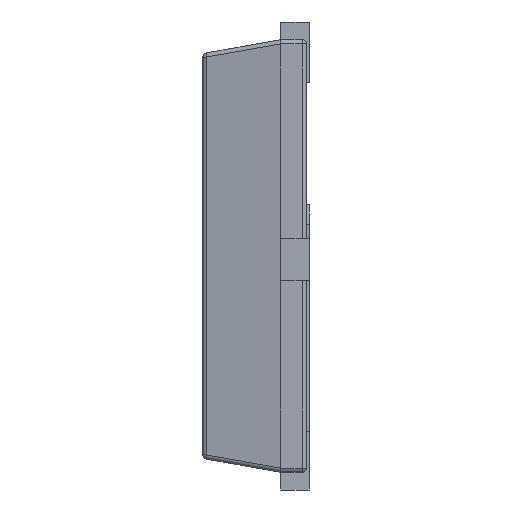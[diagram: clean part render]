
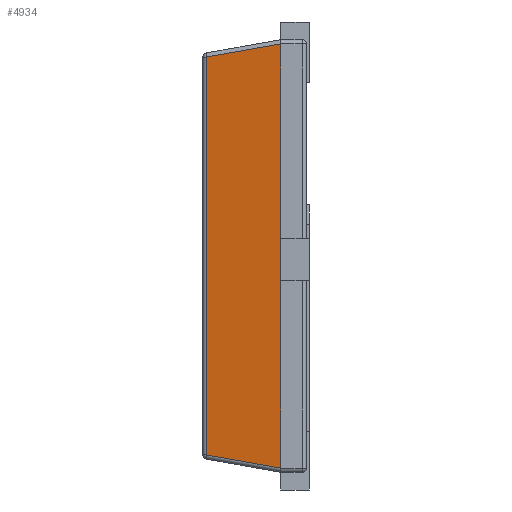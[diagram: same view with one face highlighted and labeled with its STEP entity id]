
A CAD part, left-side view. The second image highlights one B-rep face of the part: STEP entity #4934.
In plain terms, the highlighted planar face has unit normal (-0.985, 0.174, 0).
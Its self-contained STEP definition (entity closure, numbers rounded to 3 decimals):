
#70 = VECTOR ( 'NONE', #2153, 1000. ) ;
#137 = CARTESIAN_POINT ( 'NONE',  ( -1.525, 0.2, -1.495 ) ) ;
#141 = LINE ( 'NONE', #744, #3554 ) ;
#160 = EDGE_CURVE ( 'NONE', #3731, #4567, #3151, .T. ) ;
#241 = CARTESIAN_POINT ( 'NONE',  ( -1.525, 0.2, 0.126 ) ) ;
#255 = DIRECTION ( 'NONE',  ( 0., 0., -1. ) ) ;
#436 =( BOUNDED_CURVE ( )  B_SPLINE_CURVE ( 3, ( #1339, #3561, #4857, #5260 ),
 .UNSPECIFIED., .F., .F. ) 
 B_SPLINE_CURVE_WITH_KNOTS ( ( 4, 4 ),
 ( 0., 0.015 ),
 .UNSPECIFIED. ) 
 CURVE ( )  GEOMETRIC_REPRESENTATION_ITEM ( )  RATIONAL_B_SPLINE_CURVE ( ( 1., 1., 1., 1. ) ) 
 REPRESENTATION_ITEM ( '' )  );
#656 = CARTESIAN_POINT ( 'NONE',  ( -1.525, 0.2, -0.176 ) ) ;
#672 = CARTESIAN_POINT ( 'NONE',  ( -1.428, 0.75, 0. ) ) ;
#744 = CARTESIAN_POINT ( 'NONE',  ( -1.432, 0.725, 0. ) ) ;
#814 = ORIENTED_EDGE ( 'NONE', *, *, #2928, .T. ) ;
#981 = EDGE_CURVE ( 'NONE', #1555, #5569, #141, .T. ) ;
#1000 = EDGE_CURVE ( 'NONE', #1875, #3460, #1500, .T. ) ;
#1016 = EDGE_CURVE ( 'NONE', #1875, #5708, #436, .T. ) ;
#1033 = ORIENTED_EDGE ( 'NONE', *, *, #981, .T. ) ;
#1036 = ORIENTED_EDGE ( 'NONE', *, *, #160, .T. ) ;
#1093 =( BOUNDED_CURVE ( )  B_SPLINE_CURVE ( 3, ( #137, #1933, #3287, #5425 ),
 .UNSPECIFIED., .F., .F. ) 
 B_SPLINE_CURVE_WITH_KNOTS ( ( 4, 4 ),
 ( 6.268, 6.283 ),
 .UNSPECIFIED. ) 
 CURVE ( )  GEOMETRIC_REPRESENTATION_ITEM ( )  RATIONAL_B_SPLINE_CURVE ( ( 1., 1., 1., 1. ) ) 
 REPRESENTATION_ITEM ( '' )  );
#1313 = VECTOR ( 'NONE', #1919, 1000. ) ;
#1339 = CARTESIAN_POINT ( 'NONE',  ( -1.525, 0.2, 1.495 ) ) ;
#1364 = DIRECTION ( 'NONE',  ( -0.174, -0.985, 0. ) ) ;
#1367 = ORIENTED_EDGE ( 'NONE', *, *, #1895, .T. ) ;
#1368 = CARTESIAN_POINT ( 'NONE',  ( -1.525, 0.201, -0.176 ) ) ;
#1500 = LINE ( 'NONE', #2106, #4041 ) ;
#1555 = VERTEX_POINT ( 'NONE', #3145 ) ;
#1692 = DIRECTION ( 'NONE',  ( 0., 0., -1. ) ) ;
#1773 = LINE ( 'NONE', #4638, #4172 ) ;
#1830 = FACE_OUTER_BOUND ( 'NONE', #5601, .T. ) ;
#1875 = VERTEX_POINT ( 'NONE', #2914 ) ;
#1895 = EDGE_CURVE ( 'NONE', #5569, #3943, #1773, .T. ) ;
#1919 = DIRECTION ( 'NONE',  ( 0., 0., -1. ) ) ;
#1933 = CARTESIAN_POINT ( 'NONE',  ( -1.525, 0.2, -1.495 ) ) ;
#2001 = LINE ( 'NONE', #5721, #4920 ) ;
#2028 = ORIENTED_EDGE ( 'NONE', *, *, #2257, .F. ) ;
#2106 = CARTESIAN_POINT ( 'NONE',  ( -1.525, 0.2, -1.525 ) ) ;
#2153 = DIRECTION ( 'NONE',  ( 0., 0., 1. ) ) ;
#2226 = VERTEX_POINT ( 'NONE', #656 ) ;
#2257 = EDGE_CURVE ( 'NONE', #2226, #5247, #2784, .T. ) ;
#2489 = AXIS2_PLACEMENT_3D ( 'NONE', #672, #5079, #255 ) ;
#2531 = DIRECTION ( 'NONE',  ( -0.171, -0.97, -0.171 ) ) ;
#2642 = EDGE_CURVE ( 'NONE', #5708, #1555, #2001, .T. ) ;
#2654 = ORIENTED_EDGE ( 'NONE', *, *, #2642, .T. ) ;
#2784 = LINE ( 'NONE', #3709, #1313 ) ;
#2914 = CARTESIAN_POINT ( 'NONE',  ( -1.525, 0.2, 1.495 ) ) ;
#2928 = EDGE_CURVE ( 'NONE', #3943, #5247, #1093, .T. ) ;
#3058 = VECTOR ( 'NONE', #1364, 1000. ) ;
#3145 = CARTESIAN_POINT ( 'NONE',  ( -1.432, 0.725, 1.403 ) ) ;
#3151 = LINE ( 'NONE', #5186, #70 ) ;
#3287 = CARTESIAN_POINT ( 'NONE',  ( -1.525, 0.2, -1.495 ) ) ;
#3361 = DIRECTION ( 'NONE',  ( -0.174, -0.985, 0. ) ) ;
#3409 = ORIENTED_EDGE ( 'NONE', *, *, #5287, .T. ) ;
#3441 = DIRECTION ( 'NONE',  ( 0., 0., -1. ) ) ;
#3460 = VERTEX_POINT ( 'NONE', #241 ) ;
#3554 = VECTOR ( 'NONE', #3441, 1000. ) ;
#3561 = CARTESIAN_POINT ( 'NONE',  ( -1.525, 0.2, 1.495 ) ) ;
#3709 = CARTESIAN_POINT ( 'NONE',  ( -1.525, 0.2, -1.525 ) ) ;
#3731 = VERTEX_POINT ( 'NONE', #1368 ) ;
#3747 = PLANE ( 'NONE',  #2489 ) ;
#3888 = ORIENTED_EDGE ( 'NONE', *, *, #4386, .F. ) ;
#3940 = DIRECTION ( 'NONE',  ( 0.171, 0.97, -0.171 ) ) ;
#3943 = VERTEX_POINT ( 'NONE', #4097 ) ;
#4031 = ORIENTED_EDGE ( 'NONE', *, *, #1016, .T. ) ;
#4041 = VECTOR ( 'NONE', #1692, 1000. ) ;
#4097 = CARTESIAN_POINT ( 'NONE',  ( -1.525, 0.2, -1.495 ) ) ;
#4172 = VECTOR ( 'NONE', #2531, 1000. ) ;
#4197 = LINE ( 'NONE', #4637, #5688 ) ;
#4386 = EDGE_CURVE ( 'NONE', #3731, #2226, #4197, .T. ) ;
#4397 = CARTESIAN_POINT ( 'NONE',  ( -1.525, 0.2, -1.495 ) ) ;
#4427 = CARTESIAN_POINT ( 'NONE',  ( -1.525, 0.2, 1.495 ) ) ;
#4567 = VERTEX_POINT ( 'NONE', #5233 ) ;
#4637 = CARTESIAN_POINT ( 'NONE',  ( -1.428, 0.75, -0.176 ) ) ;
#4638 = CARTESIAN_POINT ( 'NONE',  ( -1.387, 0.982, -1.358 ) ) ;
#4857 = CARTESIAN_POINT ( 'NONE',  ( -1.525, 0.2, 1.495 ) ) ;
#4876 = CARTESIAN_POINT ( 'NONE',  ( -1.428, 0.75, 0.126 ) ) ;
#4920 = VECTOR ( 'NONE', #3940, 1000. ) ;
#4934 = ADVANCED_FACE ( 'NONE', ( #1830 ), #3747, .T. ) ;
#5079 = DIRECTION ( 'NONE',  ( -0.985, 0.174, 0. ) ) ;
#5186 = CARTESIAN_POINT ( 'NONE',  ( -1.525, 0.201, 0. ) ) ;
#5233 = CARTESIAN_POINT ( 'NONE',  ( -1.525, 0.201, 0.126 ) ) ;
#5247 = VERTEX_POINT ( 'NONE', #4397 ) ;
#5260 = CARTESIAN_POINT ( 'NONE',  ( -1.525, 0.2, 1.495 ) ) ;
#5264 = CARTESIAN_POINT ( 'NONE',  ( -1.432, 0.725, -1.403 ) ) ;
#5287 = EDGE_CURVE ( 'NONE', #4567, #3460, #5298, .T. ) ;
#5298 = LINE ( 'NONE', #4876, #3058 ) ;
#5425 = CARTESIAN_POINT ( 'NONE',  ( -1.525, 0.2, -1.495 ) ) ;
#5460 = ORIENTED_EDGE ( 'NONE', *, *, #1000, .F. ) ;
#5569 = VERTEX_POINT ( 'NONE', #5264 ) ;
#5601 = EDGE_LOOP ( 'NONE', ( #3888, #1036, #3409, #5460, #4031, #2654, #1033, #1367, #814, #2028 ) ) ;
#5688 = VECTOR ( 'NONE', #3361, 1000. ) ;
#5708 = VERTEX_POINT ( 'NONE', #4427 ) ;
#5721 = CARTESIAN_POINT ( 'NONE',  ( -1.387, 0.982, 1.358 ) ) ;
